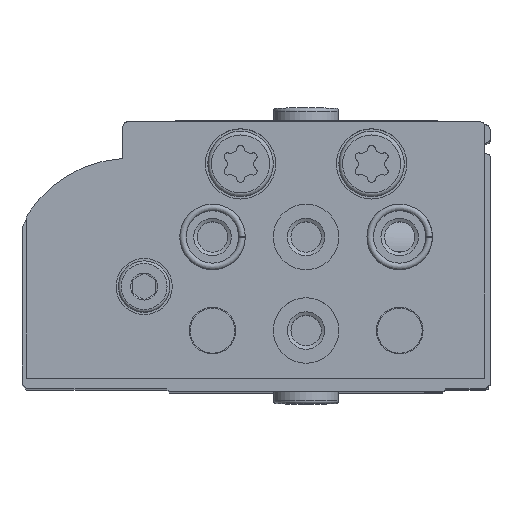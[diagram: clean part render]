
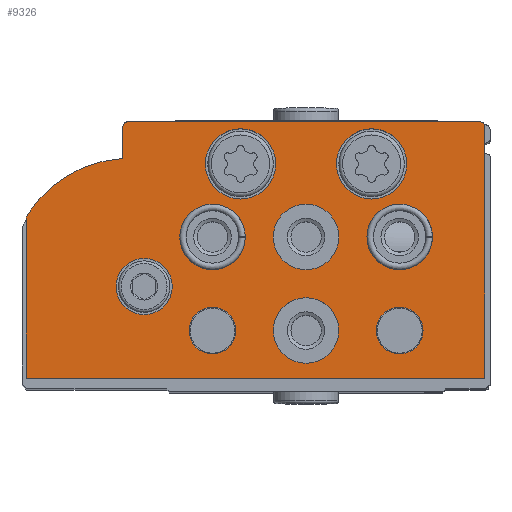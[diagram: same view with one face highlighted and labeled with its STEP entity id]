
A CAD part, top view. The second image highlights one B-rep face of the part: STEP entity #9326.
In plain terms, the highlighted face is planar.
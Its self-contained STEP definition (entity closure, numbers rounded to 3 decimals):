
#271=PLANE('',#10522);
#800=CIRCLE('',#10508,0.5);
#801=CIRCLE('',#10513,1.);
#802=CIRCLE('',#10515,13.);
#803=CIRCLE('',#10517,0.3);
#804=CIRCLE('',#10520,0.5);
#805=CIRCLE('',#10523,3.);
#806=CIRCLE('',#10524,3.75);
#807=CIRCLE('',#10525,3.75);
#808=CIRCLE('',#10526,3.5);
#809=CIRCLE('',#10527,3.5);
#810=CIRCLE('',#10528,3.5);
#811=CIRCLE('',#10529,3.5);
#812=CIRCLE('',#10530,2.5);
#813=CIRCLE('',#10531,2.5);
#1493=LINE('',#16014,#2147);
#1495=LINE('',#16018,#2149);
#1497=LINE('',#16022,#2151);
#1502=LINE('',#16038,#2156);
#1505=LINE('',#16046,#2159);
#2147=VECTOR('',#12952,1000.);
#2149=VECTOR('',#12956,1000.);
#2151=VECTOR('',#12960,1000.);
#2156=VECTOR('',#12979,1000.);
#2159=VECTOR('',#12988,1000.);
#4071=ORIENTED_EDGE('',*,*,#5785,.T.);
#4072=ORIENTED_EDGE('',*,*,#5786,.T.);
#4073=ORIENTED_EDGE('',*,*,#5787,.T.);
#4074=ORIENTED_EDGE('',*,*,#5788,.T.);
#4075=ORIENTED_EDGE('',*,*,#5789,.T.);
#4076=ORIENTED_EDGE('',*,*,#5790,.T.);
#4077=ORIENTED_EDGE('',*,*,#5791,.T.);
#4078=ORIENTED_EDGE('',*,*,#5792,.T.);
#4079=ORIENTED_EDGE('',*,*,#5793,.T.);
#4080=ORIENTED_EDGE('',*,*,#5764,.F.);
#4081=ORIENTED_EDGE('',*,*,#5783,.F.);
#4082=ORIENTED_EDGE('',*,*,#5781,.F.);
#4083=ORIENTED_EDGE('',*,*,#5779,.F.);
#4084=ORIENTED_EDGE('',*,*,#5777,.T.);
#4085=ORIENTED_EDGE('',*,*,#5775,.F.);
#4086=ORIENTED_EDGE('',*,*,#5773,.F.);
#4087=ORIENTED_EDGE('',*,*,#5771,.F.);
#4088=ORIENTED_EDGE('',*,*,#5769,.F.);
#4089=ORIENTED_EDGE('',*,*,#5767,.F.);
#5764=EDGE_CURVE('',#6802,#6803,#800,.T.);
#5767=EDGE_CURVE('',#6803,#6804,#1493,.T.);
#5769=EDGE_CURVE('',#6804,#6805,#1495,.T.);
#5771=EDGE_CURVE('',#6805,#6806,#1497,.T.);
#5773=EDGE_CURVE('',#6806,#6807,#801,.T.);
#5775=EDGE_CURVE('',#6807,#6808,#802,.T.);
#5777=EDGE_CURVE('',#6809,#6808,#803,.T.);
#5779=EDGE_CURVE('',#6809,#6810,#1502,.T.);
#5781=EDGE_CURVE('',#6810,#6811,#804,.T.);
#5783=EDGE_CURVE('',#6811,#6802,#1505,.T.);
#5785=EDGE_CURVE('',#6812,#6812,#805,.T.);
#5786=EDGE_CURVE('',#6813,#6813,#806,.T.);
#5787=EDGE_CURVE('',#6814,#6814,#807,.T.);
#5788=EDGE_CURVE('',#6815,#6815,#808,.T.);
#5789=EDGE_CURVE('',#6816,#6816,#809,.T.);
#5790=EDGE_CURVE('',#6817,#6817,#810,.T.);
#5791=EDGE_CURVE('',#6818,#6818,#811,.T.);
#5792=EDGE_CURVE('',#6819,#6819,#812,.T.);
#5793=EDGE_CURVE('',#6820,#6820,#813,.T.);
#6802=VERTEX_POINT('',#16009);
#6803=VERTEX_POINT('',#16010);
#6804=VERTEX_POINT('',#16015);
#6805=VERTEX_POINT('',#16019);
#6806=VERTEX_POINT('',#16023);
#6807=VERTEX_POINT('',#16027);
#6808=VERTEX_POINT('',#16031);
#6809=VERTEX_POINT('',#16035);
#6810=VERTEX_POINT('',#16039);
#6811=VERTEX_POINT('',#16043);
#6812=VERTEX_POINT('',#16050);
#6813=VERTEX_POINT('',#16052);
#6814=VERTEX_POINT('',#16054);
#6815=VERTEX_POINT('',#16056);
#6816=VERTEX_POINT('',#16058);
#6817=VERTEX_POINT('',#16060);
#6818=VERTEX_POINT('',#16062);
#6819=VERTEX_POINT('',#16064);
#6820=VERTEX_POINT('',#16066);
#7565=EDGE_LOOP('',(#4071));
#7566=EDGE_LOOP('',(#4072));
#7567=EDGE_LOOP('',(#4073));
#7568=EDGE_LOOP('',(#4074));
#7569=EDGE_LOOP('',(#4075));
#7570=EDGE_LOOP('',(#4076));
#7571=EDGE_LOOP('',(#4077));
#7572=EDGE_LOOP('',(#4078));
#7573=EDGE_LOOP('',(#4079));
#7574=EDGE_LOOP('',(#4080,#4081,#4082,#4083,#4084,#4085,#4086,#4087,#4088,
#4089));
#8394=FACE_BOUND('',#7565,.T.);
#8395=FACE_BOUND('',#7566,.T.);
#8396=FACE_BOUND('',#7567,.T.);
#8397=FACE_BOUND('',#7568,.T.);
#8398=FACE_BOUND('',#7569,.T.);
#8399=FACE_BOUND('',#7570,.T.);
#8400=FACE_BOUND('',#7571,.T.);
#8401=FACE_BOUND('',#7572,.T.);
#8402=FACE_BOUND('',#7573,.T.);
#8403=FACE_BOUND('',#7574,.T.);
#9326=ADVANCED_FACE('',(#8394,#8395,#8396,#8397,#8398,#8399,#8400,#8401,
#8402,#8403),#271,.F.);
#10508=AXIS2_PLACEMENT_3D('',#16008,#12946,#12947);
#10513=AXIS2_PLACEMENT_3D('',#16026,#12964,#12965);
#10515=AXIS2_PLACEMENT_3D('',#16030,#12969,#12970);
#10517=AXIS2_PLACEMENT_3D('',#16034,#12974,#12975);
#10520=AXIS2_PLACEMENT_3D('',#16042,#12983,#12984);
#10522=AXIS2_PLACEMENT_3D('',#16048,#12990,#12991);
#10523=AXIS2_PLACEMENT_3D('',#16049,#12992,#12993);
#10524=AXIS2_PLACEMENT_3D('',#16051,#12994,#12995);
#10525=AXIS2_PLACEMENT_3D('',#16053,#12996,#12997);
#10526=AXIS2_PLACEMENT_3D('',#16055,#12998,#12999);
#10527=AXIS2_PLACEMENT_3D('',#16057,#13000,#13001);
#10528=AXIS2_PLACEMENT_3D('',#16059,#13002,#13003);
#10529=AXIS2_PLACEMENT_3D('',#16061,#13004,#13005);
#10530=AXIS2_PLACEMENT_3D('',#16063,#13006,#13007);
#10531=AXIS2_PLACEMENT_3D('',#16065,#13008,#13009);
#12946=DIRECTION('',(0.,0.,1.));
#12947=DIRECTION('',(1.,0.,0.));
#12952=DIRECTION('',(0.,-1.,0.));
#12956=DIRECTION('',(1.,0.,0.));
#12960=DIRECTION('',(0.,1.,0.));
#12964=DIRECTION('',(0.,0.,1.));
#12965=DIRECTION('',(1.,0.,0.));
#12969=DIRECTION('',(0.,0.,1.));
#12970=DIRECTION('',(1.,0.,0.));
#12974=DIRECTION('',(0.,0.,1.));
#12975=DIRECTION('',(1.,0.,0.));
#12979=DIRECTION('',(0.,1.,0.));
#12983=DIRECTION('',(0.,0.,1.));
#12984=DIRECTION('',(1.,0.,0.));
#12988=DIRECTION('',(-1.,0.,0.));
#12990=DIRECTION('',(0.,0.,1.));
#12991=DIRECTION('',(1.,0.,0.));
#12992=DIRECTION('',(0.,0.,1.));
#12993=DIRECTION('',(1.,0.,0.));
#12994=DIRECTION('',(0.,0.,1.));
#12995=DIRECTION('',(1.,0.,0.));
#12996=DIRECTION('',(0.,0.,1.));
#12997=DIRECTION('',(1.,0.,0.));
#12998=DIRECTION('',(0.,0.,1.));
#12999=DIRECTION('',(1.,0.,0.));
#13000=DIRECTION('',(0.,0.,1.));
#13001=DIRECTION('',(1.,0.,0.));
#13002=DIRECTION('',(0.,0.,1.));
#13003=DIRECTION('',(1.,0.,0.));
#13004=DIRECTION('',(0.,0.,1.));
#13005=DIRECTION('',(1.,0.,0.));
#13006=DIRECTION('',(0.,0.,1.));
#13007=DIRECTION('',(1.,0.,0.));
#13008=DIRECTION('',(0.,0.,1.));
#13009=DIRECTION('',(1.,0.,0.));
#16008=CARTESIAN_POINT('',(0.5,26.9,0.));
#16009=CARTESIAN_POINT('',(0.5,27.4,0.));
#16010=CARTESIAN_POINT('',(0.,26.9,0.));
#16014=CARTESIAN_POINT('',(0.,26.9,0.));
#16015=CARTESIAN_POINT('',(0.,0.,0.));
#16018=CARTESIAN_POINT('',(0.,0.,0.));
#16019=CARTESIAN_POINT('',(49.,0.,0.));
#16022=CARTESIAN_POINT('',(49.,0.,0.));
#16023=CARTESIAN_POINT('',(49.,16.98,0.));
#16026=CARTESIAN_POINT('',(48.,16.98,0.));
#16027=CARTESIAN_POINT('',(48.842,17.52,0.));
#16030=CARTESIAN_POINT('',(37.9,10.5,0.));
#16031=CARTESIAN_POINT('',(38.936,23.459,0.));
#16034=CARTESIAN_POINT('',(38.96,23.758,0.));
#16035=CARTESIAN_POINT('',(38.66,23.758,0.));
#16038=CARTESIAN_POINT('',(38.66,23.758,0.));
#16039=CARTESIAN_POINT('',(38.66,26.9,0.));
#16042=CARTESIAN_POINT('',(38.16,26.9,0.));
#16043=CARTESIAN_POINT('',(38.16,27.4,0.));
#16046=CARTESIAN_POINT('',(38.16,27.4,0.));
#16048=CARTESIAN_POINT('',(0.5,26.9,0.));
#16049=CARTESIAN_POINT('',(36.4,9.8,0.));
#16050=CARTESIAN_POINT('',(39.4,9.8,0.));
#16051=CARTESIAN_POINT('',(26.1,22.9,0.));
#16052=CARTESIAN_POINT('',(29.85,22.9,0.));
#16053=CARTESIAN_POINT('',(12.1,22.9,0.));
#16054=CARTESIAN_POINT('',(15.85,22.9,0.));
#16055=CARTESIAN_POINT('',(29.1,15.1,0.));
#16056=CARTESIAN_POINT('',(32.6,15.1,0.));
#16057=CARTESIAN_POINT('',(19.1,15.1,0.));
#16058=CARTESIAN_POINT('',(22.6,15.1,0.));
#16059=CARTESIAN_POINT('',(9.1,15.1,0.));
#16060=CARTESIAN_POINT('',(12.6,15.1,0.));
#16061=CARTESIAN_POINT('',(19.1,5.1,0.));
#16062=CARTESIAN_POINT('',(22.6,5.1,0.));
#16063=CARTESIAN_POINT('',(29.1,5.1,0.));
#16064=CARTESIAN_POINT('',(31.6,5.1,0.));
#16065=CARTESIAN_POINT('',(9.1,5.1,0.));
#16066=CARTESIAN_POINT('',(11.6,5.1,0.));
